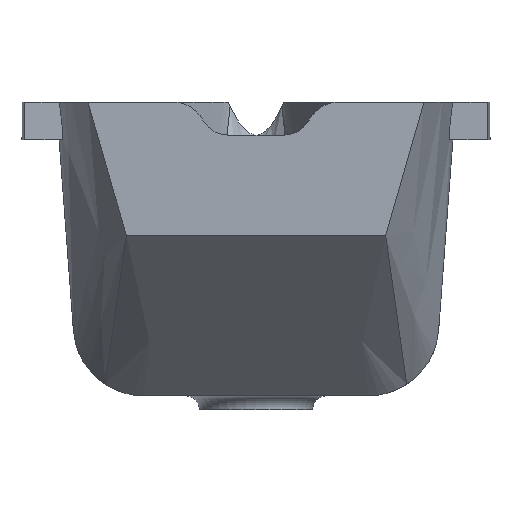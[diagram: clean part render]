
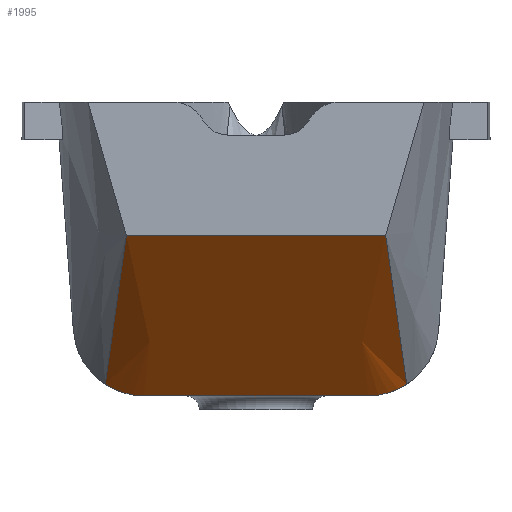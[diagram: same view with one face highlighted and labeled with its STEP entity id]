
A CAD part, front view. The second image highlights one B-rep face of the part: STEP entity #1995.
In plain terms, the highlighted free-form (B-spline) face has degree [3, 3] with [8, 4] control points.
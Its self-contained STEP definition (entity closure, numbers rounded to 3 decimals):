
#78=CIRCLE('',#2117,15.);
#79=CIRCLE('',#2118,15.);
#116=B_SPLINE_SURFACE_WITH_KNOTS('',3,3,((#4752,#4753,#4754,#4755),(#4756,
#4757,#4758,#4759),(#4760,#4761,#4762,#4763),(#4764,#4765,#4766,#4767),
(#4768,#4769,#4770,#4771),(#4772,#4773,#4774,#4775),(#4776,#4777,#4778,
#4779),(#4780,#4781,#4782,#4783)),.UNSPECIFIED.,.F.,.F.,.F.,(4,2,2,4),(4,
4),(0.,0.134,0.866,1.),(0.,1.),.UNSPECIFIED.);
#299=FACE_OUTER_BOUND('',#402,.T.);
#402=EDGE_LOOP('',(#1816,#1817,#1818,#1819,#1820,#1821,#1822));
#438=LINE('',#2627,#608);
#533=LINE('',#4043,#703);
#534=LINE('',#4046,#704);
#541=LINE('',#4066,#711);
#544=LINE('',#4105,#714);
#608=VECTOR('',#2178,47.338);
#703=VECTOR('',#2373,10.);
#704=VECTOR('',#2376,10.);
#711=VECTOR('',#2395,10.);
#714=VECTOR('',#2402,47.338);
#774=VERTEX_POINT('',#2624);
#775=VERTEX_POINT('',#2626);
#911=VERTEX_POINT('',#4033);
#914=VERTEX_POINT('',#4041);
#915=VERTEX_POINT('',#4045);
#922=VERTEX_POINT('',#4064);
#924=VERTEX_POINT('',#4103);
#984=EDGE_CURVE('',#774,#775,#438,.T.);
#1179=EDGE_CURVE('',#914,#911,#533,.T.);
#1180=EDGE_CURVE('',#911,#915,#534,.T.);
#1191=EDGE_CURVE('',#922,#774,#541,.T.);
#1195=EDGE_CURVE('',#922,#924,#544,.T.);
#1247=EDGE_CURVE('',#915,#924,#78,.T.);
#1248=EDGE_CURVE('',#775,#914,#79,.T.);
#1816=ORIENTED_EDGE('',*,*,#1191,.F.);
#1817=ORIENTED_EDGE('',*,*,#1195,.T.);
#1818=ORIENTED_EDGE('',*,*,#1247,.F.);
#1819=ORIENTED_EDGE('',*,*,#1180,.F.);
#1820=ORIENTED_EDGE('',*,*,#1179,.F.);
#1821=ORIENTED_EDGE('',*,*,#1248,.F.);
#1822=ORIENTED_EDGE('',*,*,#984,.F.);
#1995=ADVANCED_FACE('',(#299),#116,.F.);
#2117=AXIS2_PLACEMENT_3D('',#4784,#2477,#2478);
#2118=AXIS2_PLACEMENT_3D('',#4785,#2479,#2480);
#2178=DIRECTION('',(0.095,0.739,-0.667));
#2373=DIRECTION('',(-1.,0.,0.));
#2376=DIRECTION('',(-1.,0.,0.));
#2395=DIRECTION('',(1.,0.,0.));
#2402=DIRECTION('',(-0.095,0.739,-0.667));
#2477=DIRECTION('center_axis',(0.,1.,0.));
#2478=DIRECTION('ref_axis',(0.,0.,-1.));
#2479=DIRECTION('center_axis',(0.,1.,0.));
#2480=DIRECTION('ref_axis',(0.997,0.,-0.075));
#2624=CARTESIAN_POINT('',(27.5,0.,2.688));
#2626=CARTESIAN_POINT('',(31.989,35.,-28.867));
#2627=CARTESIAN_POINT('',(27.5,0.,2.688));
#4033=CARTESIAN_POINT('',(0.,35.,-31.312));
#4041=CARTESIAN_POINT('',(23.781,35.,-31.312));
#4043=CARTESIAN_POINT('',(23.781,35.,-31.312));
#4045=CARTESIAN_POINT('',(-23.781,35.,-31.312));
#4046=CARTESIAN_POINT('',(23.781,35.,-31.312));
#4064=CARTESIAN_POINT('',(-27.5,0.,2.688));
#4066=CARTESIAN_POINT('',(-27.5,0.,2.688));
#4103=CARTESIAN_POINT('',(-31.989,35.,-28.867));
#4105=CARTESIAN_POINT('',(-27.5,0.,2.688));
#4752=CARTESIAN_POINT('Ctrl Pts',(-27.5,0.,2.688));
#4753=CARTESIAN_POINT('Ctrl Pts',(-28.996,11.667,-7.83));
#4754=CARTESIAN_POINT('Ctrl Pts',(-30.493,23.333,-18.349));
#4755=CARTESIAN_POINT('Ctrl Pts',(-31.989,35.,-28.867));
#4756=CARTESIAN_POINT('Ctrl Pts',(-25.048,0.,2.688));
#4757=CARTESIAN_POINT('Ctrl Pts',(-26.554,11.667,-8.361));
#4758=CARTESIAN_POINT('Ctrl Pts',(-28.059,23.333,-19.403));
#4759=CARTESIAN_POINT('Ctrl Pts',(-29.566,35.,-30.451));
#4760=CARTESIAN_POINT('Ctrl Pts',(-22.595,0.,2.688));
#4761=CARTESIAN_POINT('Ctrl Pts',(-23.956,11.667,-8.646));
#4762=CARTESIAN_POINT('Ctrl Pts',(-25.316,23.333,-19.98));
#4763=CARTESIAN_POINT('Ctrl Pts',(-26.677,35.,-31.314));
#4764=CARTESIAN_POINT('Ctrl Pts',(-6.714,0.,2.688));
#4765=CARTESIAN_POINT('Ctrl Pts',(-7.118,11.667,-8.645));
#4766=CARTESIAN_POINT('Ctrl Pts',(-7.52,23.333,-19.974));
#4767=CARTESIAN_POINT('Ctrl Pts',(-7.924,35.,-31.307));
#4768=CARTESIAN_POINT('Ctrl Pts',(6.714,0.,2.688));
#4769=CARTESIAN_POINT('Ctrl Pts',(7.118,11.667,-8.645));
#4770=CARTESIAN_POINT('Ctrl Pts',(7.52,23.333,-19.974));
#4771=CARTESIAN_POINT('Ctrl Pts',(7.924,35.,-31.307));
#4772=CARTESIAN_POINT('Ctrl Pts',(22.595,0.,2.688));
#4773=CARTESIAN_POINT('Ctrl Pts',(23.956,11.667,-8.646));
#4774=CARTESIAN_POINT('Ctrl Pts',(25.316,23.333,-19.98));
#4775=CARTESIAN_POINT('Ctrl Pts',(26.677,35.,-31.314));
#4776=CARTESIAN_POINT('Ctrl Pts',(25.048,0.,2.688));
#4777=CARTESIAN_POINT('Ctrl Pts',(26.554,11.667,-8.361));
#4778=CARTESIAN_POINT('Ctrl Pts',(28.059,23.333,-19.403));
#4779=CARTESIAN_POINT('Ctrl Pts',(29.566,35.,-30.451));
#4780=CARTESIAN_POINT('Ctrl Pts',(27.5,0.,2.688));
#4781=CARTESIAN_POINT('Ctrl Pts',(28.996,11.667,-7.83));
#4782=CARTESIAN_POINT('Ctrl Pts',(30.493,23.333,-18.349));
#4783=CARTESIAN_POINT('Ctrl Pts',(31.989,35.,-28.867));
#4784=CARTESIAN_POINT('Origin',(-23.781,35.,-16.312));
#4785=CARTESIAN_POINT('Origin',(23.781,35.,-16.312));
